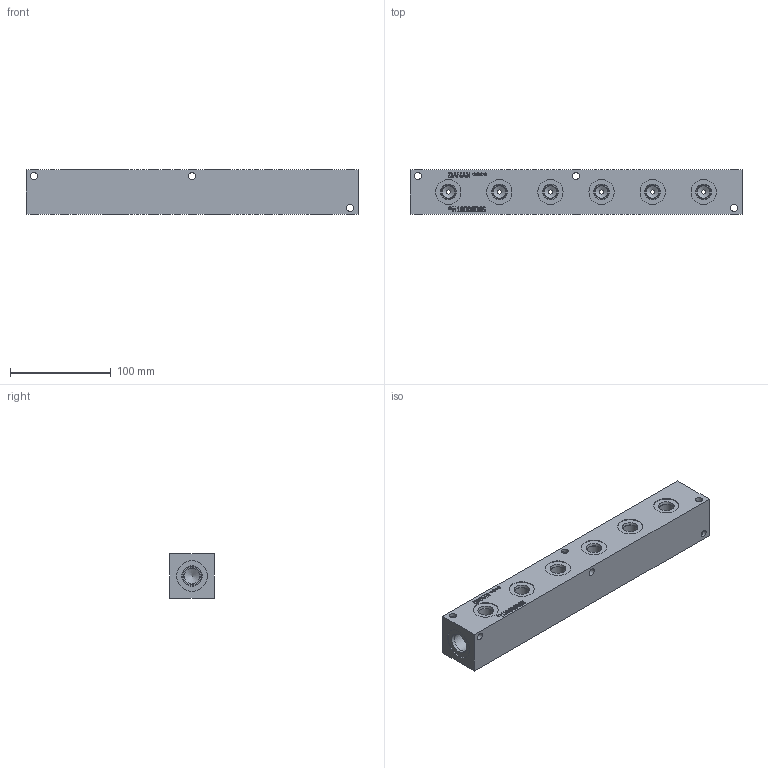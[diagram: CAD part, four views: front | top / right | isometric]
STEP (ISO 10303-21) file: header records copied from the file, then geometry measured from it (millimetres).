
FILE_DESCRIPTION(/* description */ (''),/* implementation_level */ '2;1');
FILE_NAME(/* name */ '_H1800606S.stp',/* time_stamp */ '2022-06-14T11:31:30-04:00',/* author */ ('bobbyh'),/* organization */ (''),/* preprocessor_version */ 'ST-DEVELOPER v18',/* originating_system */ 'Autodesk Inventor 2020',/* authorisation */ '');
FILE_SCHEMA (('AUTOMOTIVE_DESIGN { 1 0 10303 214 3 1 1 }'));
Length unit declared in the file: millimetre
Products named in the file (1): Part_+H1800606S_3D
Bounding box: 330.2 x 44.45 x 44.45 mm (x, y, z)
Volume: 588070.5 mm3; surface area: 80602.6 mm2
Topology: 1 solids, 1 shells, 492 faces, 1329 edges, 890 vertices
Faces by surface type: plane 236, bspline 118, cylinder 82, cone 56
Full cylindrical faces by diameter (mm): 7.137 x12, 12.294 x12, 12.9 x1, 12.903 x11, 14.275 x12, 14.529 x12, 15.875 x2, 17.501 x2, 19.05 x2, 19.253 x2, 25.019 x12, 30.632 x2
Entity records: 16545 total; most frequent: CARTESIAN_POINT 4244, ORIENTED_EDGE 2654, DIRECTION 2145, EDGE_CURVE 1327, VERTEX_POINT 890, LINE 787, VECTOR 787, AXIS2_PLACEMENT_3D 679
